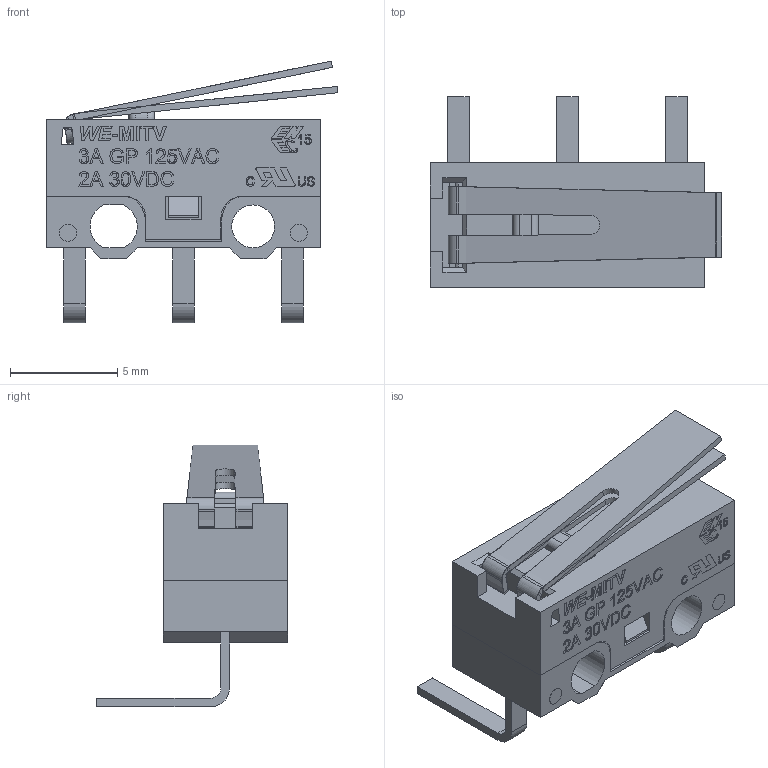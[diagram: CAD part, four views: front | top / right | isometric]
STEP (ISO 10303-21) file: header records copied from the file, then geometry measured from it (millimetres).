
FILE_DESCRIPTION(/* description */ ('Unknown'),/* implementation_level */ '2;1');
FILE_NAME(/* name */ '463092691402',/* time_stamp */ '2020-10-06T08:10:27+02:00',/* author */ ('Unknown'),/* organization */ ('Unknown'),/* preprocessor_version */ 'ST-DEVELOPER v16.7',/* originating_system */ 'DEX',/* authorisation */ $);
FILE_SCHEMA (('AUTOMOTIVE_DESIGN {1 0 10303 214 3 1 1}'));
Length unit declared in the file: millimetre
Products named in the file (6): 463092370402; Base; Terminal; Straight_lever; Button; Cover
Assembly tree (9 placements, depth 2):
  463092370402
    Base
    Terminal  x3
    Straight_lever  x2
    Button  x2
    Cover
Bounding box: 13.6 x 8.9 x 12.2 mm (x, y, z)
Volume: 303.9 mm3; surface area: 1092.8 mm2
Topology: 9 solids, 9 shells, 628 faces, 1642 edges, 1082 vertices
Faces by surface type: plane 493, cylinder 65, bspline 62, torus 8
Full cylindrical faces by diameter (mm): 0.8 x2, 2 x1
Entity records: 22273 total; most frequent: CARTESIAN_POINT 6553, ORIENTED_EDGE 2894, DIRECTION 2071, EDGE_CURVE 1447, VERTEX_POINT 962, LINE 871, VECTOR 871, EDGE_LOOP 623
